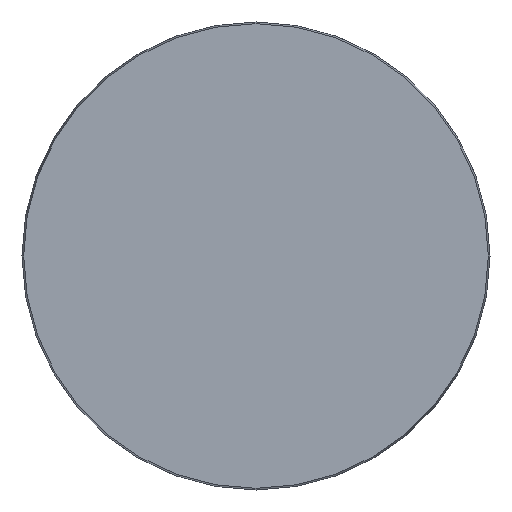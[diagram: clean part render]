
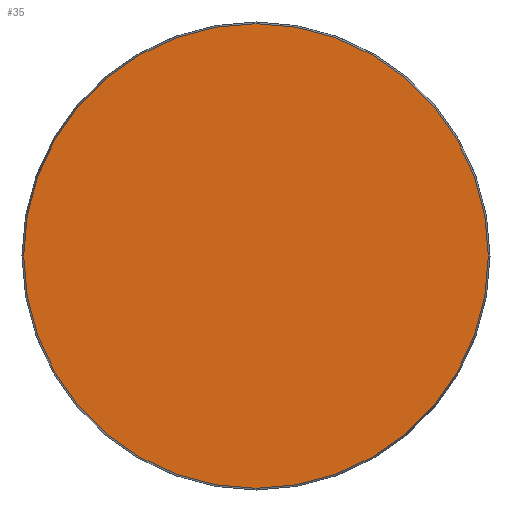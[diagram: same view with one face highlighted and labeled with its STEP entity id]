
A CAD part, front view. The second image highlights one B-rep face of the part: STEP entity #35.
In plain terms, the highlighted planar face has unit normal (0, -1, 0).
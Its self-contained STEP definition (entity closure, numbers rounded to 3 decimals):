
#35 = ADVANCED_FACE ( 'NONE', ( #551 ), #132, .F. ) ;
#132 = PLANE ( 'NONE',  #212 ) ;
#150 = AXIS2_PLACEMENT_3D ( 'NONE', #467, #512, #510 ) ;
#159 = EDGE_LOOP ( 'NONE', ( #287 ) ) ;
#212 = AXIS2_PLACEMENT_3D ( 'NONE', #511, #264, #437 ) ;
#264 = DIRECTION ( 'NONE',  ( 0., 1., 0. ) ) ;
#276 = CIRCLE ( 'NONE', #150, 78.425 ) ;
#287 = ORIENTED_EDGE ( 'NONE', *, *, #440, .T. ) ;
#311 = VERTEX_POINT ( 'NONE', #446 ) ;
#437 = DIRECTION ( 'NONE',  ( 0., 0., 1. ) ) ;
#440 = EDGE_CURVE ( 'NONE', #311, #311, #276, .T. ) ;
#446 = CARTESIAN_POINT ( 'NONE',  ( 0., 0., -78.425 ) ) ;
#467 = CARTESIAN_POINT ( 'NONE',  ( 0., 0., 0. ) ) ;
#510 = DIRECTION ( 'NONE',  ( 0., 0., -1. ) ) ;
#511 = CARTESIAN_POINT ( 'NONE',  ( -78.425, 0., 0. ) ) ;
#512 = DIRECTION ( 'NONE',  ( 0., -1., 0. ) ) ;
#551 = FACE_OUTER_BOUND ( 'NONE', #159, .T. ) ;
